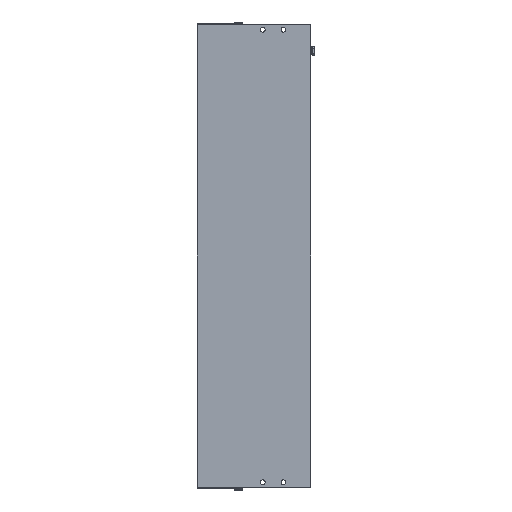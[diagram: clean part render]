
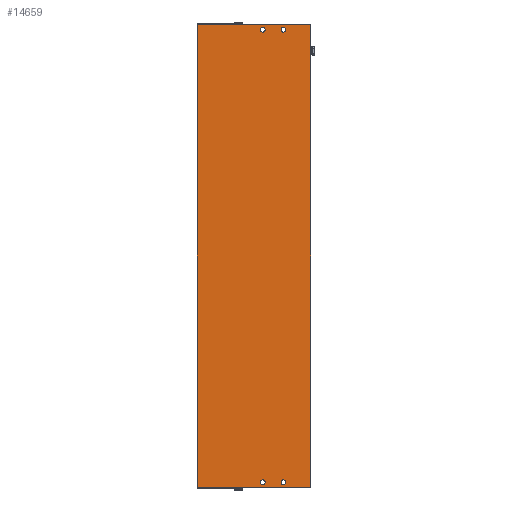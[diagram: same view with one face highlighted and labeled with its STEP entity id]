
A CAD part, front view. The second image highlights one B-rep face of the part: STEP entity #14659.
In plain terms, the highlighted planar face has unit normal (0, -1, 0).
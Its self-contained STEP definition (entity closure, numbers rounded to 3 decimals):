
#995=LINE('',#24106,#1634);
#1009=LINE('',#24182,#1648);
#1010=LINE('',#24192,#1649);
#1011=LINE('',#24194,#1650);
#1634=VECTOR('',#19032,1000.);
#1648=VECTOR('',#19076,1000.);
#1649=VECTOR('',#19087,1000.);
#1650=VECTOR('',#19088,1000.);
#2651=ORIENTED_EDGE('',*,*,#6174,.T.);
#2652=ORIENTED_EDGE('',*,*,#6175,.T.);
#2653=ORIENTED_EDGE('',*,*,#6176,.T.);
#2654=ORIENTED_EDGE('',*,*,#6177,.T.);
#2655=ORIENTED_EDGE('',*,*,#6178,.T.);
#2656=ORIENTED_EDGE('',*,*,#6179,.F.);
#2657=ORIENTED_EDGE('',*,*,#6147,.F.);
#2658=ORIENTED_EDGE('',*,*,#6173,.T.);
#6147=EDGE_CURVE('',#7912,#7899,#995,.T.);
#6173=EDGE_CURVE('',#7912,#7933,#1009,.T.);
#6174=EDGE_CURVE('',#7934,#7934,#9290,.T.);
#6175=EDGE_CURVE('',#7935,#7935,#9291,.T.);
#6176=EDGE_CURVE('',#7936,#7936,#9292,.T.);
#6177=EDGE_CURVE('',#7937,#7937,#9293,.T.);
#6178=EDGE_CURVE('',#7933,#7938,#1010,.T.);
#6179=EDGE_CURVE('',#7899,#7938,#1011,.T.);
#7899=VERTEX_POINT('',#24079);
#7912=VERTEX_POINT('',#24105);
#7933=VERTEX_POINT('',#24181);
#7934=VERTEX_POINT('',#24185);
#7935=VERTEX_POINT('',#24187);
#7936=VERTEX_POINT('',#24189);
#7937=VERTEX_POINT('',#24191);
#7938=VERTEX_POINT('',#24193);
#9290=CIRCLE('',#16411,2.25);
#9291=CIRCLE('',#16412,2.25);
#9292=CIRCLE('',#16413,2.25);
#9293=CIRCLE('',#16414,2.25);
#10320=EDGE_LOOP('',(#2651));
#10321=EDGE_LOOP('',(#2652));
#10322=EDGE_LOOP('',(#2653));
#10323=EDGE_LOOP('',(#2654));
#10324=EDGE_LOOP('',(#2655,#2656,#2657,#2658));
#12411=FACE_BOUND('',#10320,.T.);
#12412=FACE_BOUND('',#10321,.T.);
#12413=FACE_BOUND('',#10322,.T.);
#12414=FACE_BOUND('',#10323,.T.);
#12415=FACE_BOUND('',#10324,.T.);
#14224=PLANE('',#16410);
#14659=ADVANCED_FACE('',(#12411,#12412,#12413,#12414,#12415),#14224,.F.);
#16410=AXIS2_PLACEMENT_3D('',#24183,#19077,#19078);
#16411=AXIS2_PLACEMENT_3D('',#24184,#19079,#19080);
#16412=AXIS2_PLACEMENT_3D('',#24186,#19081,#19082);
#16413=AXIS2_PLACEMENT_3D('',#24188,#19083,#19084);
#16414=AXIS2_PLACEMENT_3D('',#24190,#19085,#19086);
#19032=DIRECTION('',(1.,0.,0.));
#19076=DIRECTION('',(0.,0.,-1.));
#19077=DIRECTION('',(0.,1.,0.));
#19078=DIRECTION('',(0.,0.,1.));
#19079=DIRECTION('',(0.,1.,0.));
#19080=DIRECTION('',(0.,0.,1.));
#19081=DIRECTION('',(0.,1.,0.));
#19082=DIRECTION('',(0.,0.,1.));
#19083=DIRECTION('',(0.,1.,0.));
#19084=DIRECTION('',(0.,0.,1.));
#19085=DIRECTION('',(0.,1.,0.));
#19086=DIRECTION('',(0.,0.,1.));
#19087=DIRECTION('',(1.,0.,0.));
#19088=DIRECTION('',(0.,0.,-1.));
#24079=CARTESIAN_POINT('',(110.,-33.8,448.));
#24105=CARTESIAN_POINT('',(0.,-33.8,448.));
#24106=CARTESIAN_POINT('',(0.,-33.8,448.));
#24181=CARTESIAN_POINT('',(0.,-33.8,0.));
#24182=CARTESIAN_POINT('',(0.,-33.8,448.));
#24183=CARTESIAN_POINT('',(0.,-33.8,448.));
#24184=CARTESIAN_POINT('',(46.5,-33.8,5.));
#24185=CARTESIAN_POINT('',(46.5,-33.8,7.25));
#24186=CARTESIAN_POINT('',(26.5,-33.8,443.));
#24187=CARTESIAN_POINT('',(26.5,-33.8,445.25));
#24188=CARTESIAN_POINT('',(46.5,-33.8,443.));
#24189=CARTESIAN_POINT('',(46.5,-33.8,445.25));
#24190=CARTESIAN_POINT('',(26.5,-33.8,5.));
#24191=CARTESIAN_POINT('',(26.5,-33.8,7.25));
#24192=CARTESIAN_POINT('',(0.,-33.8,0.));
#24193=CARTESIAN_POINT('',(110.,-33.8,0.));
#24194=CARTESIAN_POINT('',(110.,-33.8,448.));
